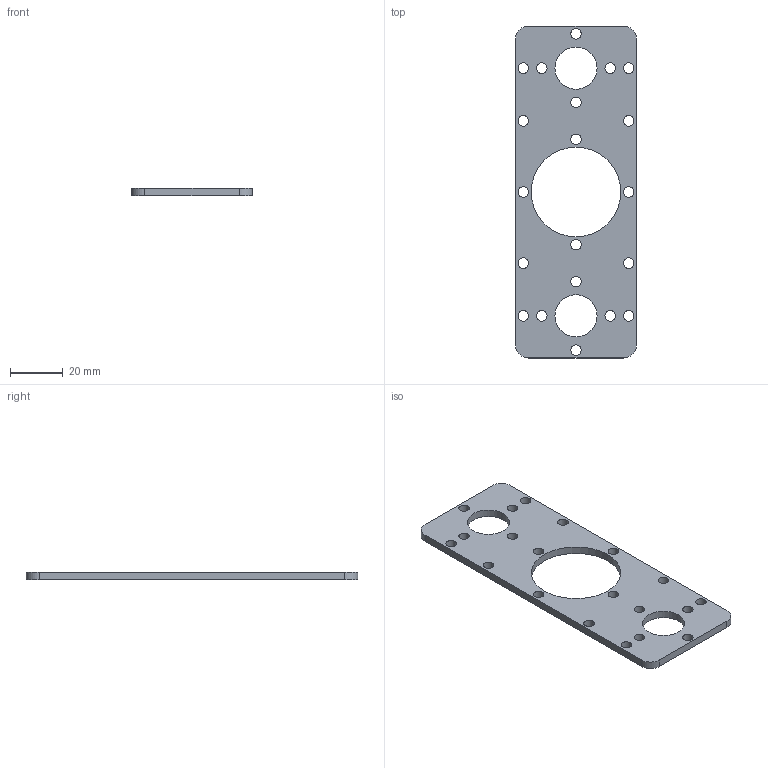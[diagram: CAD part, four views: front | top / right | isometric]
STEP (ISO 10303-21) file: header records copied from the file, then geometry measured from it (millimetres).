
FILE_DESCRIPTION(('STEP AP242'), '1');
FILE_NAME('itemWaterIntake', '', ('UNSPECIFIED'), ('UNSPECIFIED'), 'C3D Converter', 'C3D Toolkit', '');
FILE_SCHEMA(('AP242_MANAGED_MODEL_BASED_3D_ENGINEERING_MIM_LF { 1 0 10303 442 1 1 4 }'));
Length unit declared in the file: millimetre
Bounding box: 46 x 126 x 3 mm (x, y, z)
Volume: 12639.5 mm3; surface area: 10808.6 mm2
Topology: 1 solids, 1 shells, 33 faces, 93 edges, 62 vertices
Faces by surface type: cylinder 27, plane 6
Full cylindrical faces by diameter (mm): 4 x20, 16 x2, 34 x1
Entity records: 1113 total; most frequent: DIRECTION 192, CARTESIAN_POINT 166, ORIENTED_EDGE 140, EDGE_LOOP 102, AXIS2_PLACEMENT_3D 88, EDGE_CURVE 70, VERTEX_POINT 62, FACE_BOUND 56
